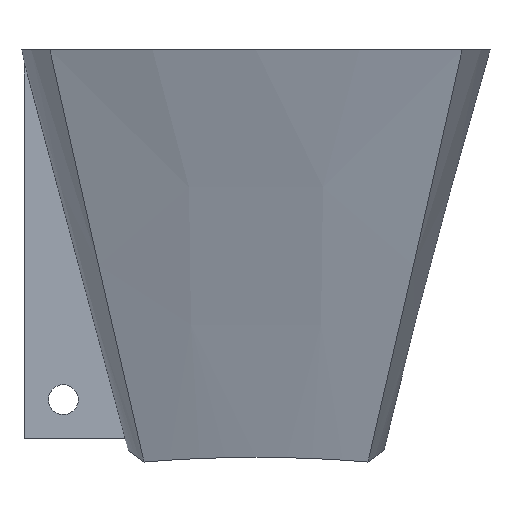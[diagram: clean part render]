
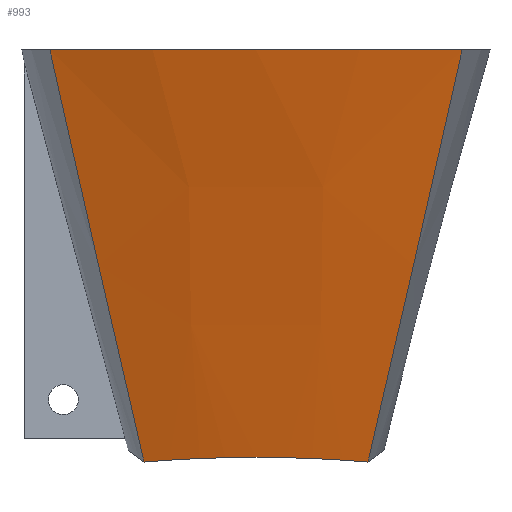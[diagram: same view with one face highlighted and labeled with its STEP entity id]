
A CAD part, left-side view. The second image highlights one B-rep face of the part: STEP entity #993.
In plain terms, the highlighted conical face has half-angle 15 degrees and reference radius 172.72 mm.
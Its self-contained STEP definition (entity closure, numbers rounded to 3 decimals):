
#158=CARTESIAN_POINT('',(140.,0.,0.));
#159=DIRECTION('',(0.,1.,0.));
#160=DIRECTION('',(-0.987,0.,-0.16));
#161=AXIS2_PLACEMENT_3D('',#158,#159,#160);
#173=CARTESIAN_POINT('',(-24.236,57.738,-15.694));
#415=CARTESIAN_POINT('',(-24.236,57.738,15.694));
#416=CARTESIAN_POINT('',(-25.677,51.898,17.062));
#417=CARTESIAN_POINT('',(-28.628,39.837,19.863));
#418=CARTESIAN_POINT('',(-33.249,20.641,24.249));
#419=CARTESIAN_POINT('',(-36.479,7.014,27.315));
#420=CARTESIAN_POINT('',(-38.129,0.,28.881));
#447=CARTESIAN_POINT('',(-25.159,57.083,0.));
#448=CARTESIAN_POINT('',(-25.159,57.083,
-0.958));
#449=CARTESIAN_POINT('',(-25.139,57.097,-2.781));
#450=CARTESIAN_POINT('',(-25.065,57.149,-5.217));
#451=CARTESIAN_POINT('',(-24.96,57.223,-7.403));
#452=CARTESIAN_POINT('',(-24.836,57.31,-9.364));
#453=CARTESIAN_POINT('',(-24.7,57.407,-11.136));
#454=CARTESIAN_POINT('',(-24.554,57.511,-12.758));
#455=CARTESIAN_POINT('',(-24.4,57.62,-14.265));
#456=CARTESIAN_POINT('',(-24.291,57.698,-15.227));
#457=CARTESIAN_POINT('',(-24.236,57.738,-15.694));
#459=CARTESIAN_POINT('',(-24.236,57.738,15.694));
#460=CARTESIAN_POINT('',(-24.292,57.698,15.223));
#461=CARTESIAN_POINT('',(-24.401,57.619,14.254));
#462=CARTESIAN_POINT('',(-24.555,57.51,12.741));
#463=CARTESIAN_POINT('',(-24.701,57.406,11.117));
#464=CARTESIAN_POINT('',(-24.838,57.309,9.345));
#465=CARTESIAN_POINT('',(-24.961,57.222,7.387));
#466=CARTESIAN_POINT('',(-25.065,57.149,5.203));
#467=CARTESIAN_POINT('',(-25.139,57.097,2.772));
#468=CARTESIAN_POINT('',(-25.159,57.083,0.955));
#469=CARTESIAN_POINT('',(-25.159,57.083,0.));
#471=CARTESIAN_POINT('',(-24.236,57.738,-15.694));
#472=CARTESIAN_POINT('',(-25.677,51.898,-17.062));
#473=CARTESIAN_POINT('',(-28.628,39.837,-19.863));
#474=CARTESIAN_POINT('',(-33.249,20.641,-24.249));
#475=CARTESIAN_POINT('',(-36.479,7.014,-27.315));
#476=CARTESIAN_POINT('',(-38.129,0.,-28.881));
#611=VERTEX_POINT('',#173);
#613=VERTEX_POINT('',#447);
#614=VERTEX_POINT('',#459);
#618=VERTEX_POINT('',#476);
#619=VERTEX_POINT('',#420);
#981=CARTESIAN_POINT('',(140.,28.869,0.));
#982=DIRECTION('',(0.,-1.,0.));
#983=DIRECTION('',(-0.987,0.,-0.158));
#984=AXIS2_PLACEMENT_3D('',#981,#982,#983);
#985=CONICAL_SURFACE('',#984,172.719,15.);
#986=ORIENTED_EDGE('',*,*,#842,.F.);
#987=ORIENTED_EDGE('',*,*,#926,.F.);
#988=ORIENTED_EDGE('',*,*,#966,.T.);
#989=ORIENTED_EDGE('',*,*,#779,.F.);
#990=ORIENTED_EDGE('',*,*,#801,.F.);
#991=EDGE_LOOP('',(#986,#987,#988,#989,#990));
#992=FACE_OUTER_BOUND('',#991,.F.);
#162=CIRCLE('',#161,180.455);
#421=B_SPLINE_CURVE_WITH_KNOTS('',3,(#415,#416,#417,#418,#419,#420),
.UNSPECIFIED.,.F.,.F.,(4,1,1,4),(0.,0.333,0.667,1.),
.UNSPECIFIED.);
#458=B_SPLINE_CURVE_WITH_KNOTS('',3,(#447,#448,#449,#450,#451,#452,#453,#454,
#455,#456,#457),.UNSPECIFIED.,.F.,.F.,(4,1,1,1,1,1,1,1,4),(0.,0.125,0.25,
0.375,0.5,0.625,0.75,0.875,1.),.UNSPECIFIED.);
#470=B_SPLINE_CURVE_WITH_KNOTS('',3,(#459,#460,#461,#462,#463,#464,#465,#466,
#467,#468,#469),.UNSPECIFIED.,.F.,.F.,(4,1,1,1,1,1,1,1,4),(0.,0.125,0.25,
0.375,0.5,0.625,0.75,0.875,1.),.UNSPECIFIED.);
#477=B_SPLINE_CURVE_WITH_KNOTS('',3,(#471,#472,#473,#474,#475,#476),
.UNSPECIFIED.,.F.,.F.,(4,1,1,4),(0.,0.333,0.667,1.),
.UNSPECIFIED.);
#779=EDGE_CURVE('',#618,#619,#162,.T.);
#801=EDGE_CURVE('',#611,#618,#477,.T.);
#842=EDGE_CURVE('',#613,#611,#458,.T.);
#926=EDGE_CURVE('',#614,#613,#470,.T.);
#966=EDGE_CURVE('',#614,#619,#421,.T.);
#993=ADVANCED_FACE('',(#992),#985,.T.);
